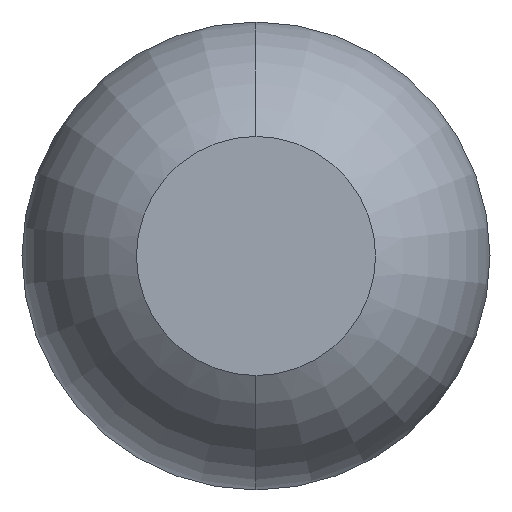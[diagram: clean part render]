
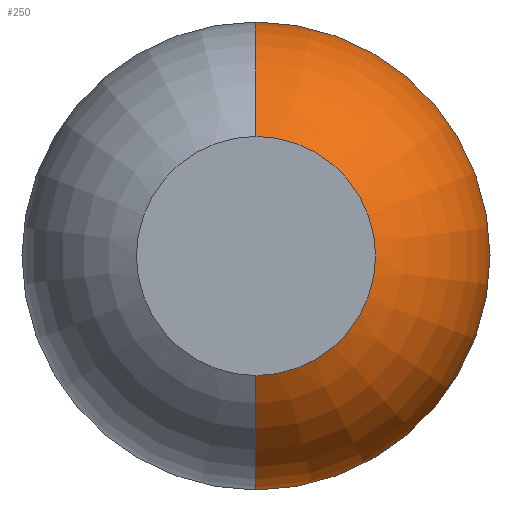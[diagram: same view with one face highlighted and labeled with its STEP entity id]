
A CAD part, front view. The second image highlights one B-rep face of the part: STEP entity #250.
In plain terms, the highlighted toroidal (fillet/blend) face has major radius 0.035 mm and minor radius 0.65 mm.
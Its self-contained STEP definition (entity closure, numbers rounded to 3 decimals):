
#105 = CARTESIAN_POINT ( 'NONE',  ( 0., -24.431, 0. ) ) ;
#250 = ADVANCED_FACE ( 'Defeature ausgef�hrt2_4', ( #1078 ), #2842, .T. ) ;
#301 = ORIENTED_EDGE ( 'NONE', *, *, #2850, .F. ) ;
#423 = VERTEX_POINT ( 'NONE', #1530 ) ;
#683 = DIRECTION ( 'NONE',  ( 0., -1., 0. ) ) ;
#711 = ORIENTED_EDGE ( 'NONE', *, *, #2212, .T. ) ;
#793 = ORIENTED_EDGE ( 'NONE', *, *, #3531, .T. ) ;
#837 = EDGE_LOOP ( 'NONE', ( #793, #711, #3419, #301 ) ) ;
#917 = CARTESIAN_POINT ( 'NONE',  ( 0., -24.431, 0. ) ) ;
#953 = DIRECTION ( 'NONE',  ( 0., 0., 1. ) ) ;
#1078 = FACE_OUTER_BOUND ( 'NONE', #837, .T. ) ;
#1135 = AXIS2_PLACEMENT_3D ( 'NONE', #2250, #1912, #953 ) ;
#1136 = DIRECTION ( 'NONE',  ( 0., 0., -1. ) ) ;
#1232 = AXIS2_PLACEMENT_3D ( 'NONE', #2133, #2752, #1136 ) ;
#1530 = CARTESIAN_POINT ( 'NONE',  ( 0., -24.431, -0.685 ) ) ;
#1578 = VERTEX_POINT ( 'NONE', #3253 ) ;
#1586 = DIRECTION ( 'NONE',  ( 0., 0., -1. ) ) ;
#1612 = EDGE_CURVE ( 'Defeature ausgef�hrt2_10+Defeature ausgef�hrt2_4+Defeature ausgef�hrt2_4+Defeature ausgef�hrt2_4', #4075, #1848, #2120, .T. ) ;
#1848 = VERTEX_POINT ( 'NONE', #3899 ) ;
#1880 = DIRECTION ( 'NONE',  ( 0., 0., -1. ) ) ;
#1912 = DIRECTION ( 'NONE',  ( -1., 0., 0. ) ) ;
#1969 = DIRECTION ( 'NONE',  ( 0., 0., -1. ) ) ;
#2120 = CIRCLE ( 'NONE', #4145, 0.35 ) ;
#2133 = CARTESIAN_POINT ( 'NONE',  ( 0., -24.431, 0.035 ) ) ;
#2212 = EDGE_CURVE ( 'NONE', #1578, #1848, #2802, .T. ) ;
#2250 = CARTESIAN_POINT ( 'NONE',  ( 0., -24.431, -0.035 ) ) ;
#2254 = DIRECTION ( 'NONE',  ( 0., -1., 0. ) ) ;
#2752 = DIRECTION ( 'NONE',  ( 1., 0., 0. ) ) ;
#2802 = CIRCLE ( 'NONE', #1232, 0.65 ) ;
#2817 = CIRCLE ( 'NONE', #1135, 0.65 ) ;
#2842 = TOROIDAL_SURFACE ( 'NONE', #3734, 0.035, 0.65 ) ;
#2850 = EDGE_CURVE ( 'NONE', #423, #4075, #2817, .T. ) ;
#2939 = CARTESIAN_POINT ( 'NONE',  ( 0., -25., -0.35 ) ) ;
#3113 = AXIS2_PLACEMENT_3D ( 'NONE', #105, #683, #1969 ) ;
#3215 = CARTESIAN_POINT ( 'NONE',  ( 0., -25., 0. ) ) ;
#3253 = CARTESIAN_POINT ( 'NONE',  ( 0., -24.431, 0.685 ) ) ;
#3419 = ORIENTED_EDGE ( 'NONE', *, *, #1612, .F. ) ;
#3513 = DIRECTION ( 'NONE',  ( 0., -1., 0. ) ) ;
#3531 = EDGE_CURVE ( 'Defeature ausgef�hrt2_4+Defeature ausgef�hrt2_5+Defeature ausgef�hrt2_5+Defeature ausgef�hrt2_5', #423, #1578, #3931, .T. ) ;
#3734 = AXIS2_PLACEMENT_3D ( 'NONE', #917, #3513, #1880 ) ;
#3899 = CARTESIAN_POINT ( 'NONE',  ( 0., -25., 0.35 ) ) ;
#3931 = CIRCLE ( 'NONE', #3113, 0.685 ) ;
#4075 = VERTEX_POINT ( 'NONE', #2939 ) ;
#4145 = AXIS2_PLACEMENT_3D ( 'NONE', #3215, #2254, #1586 ) ;
